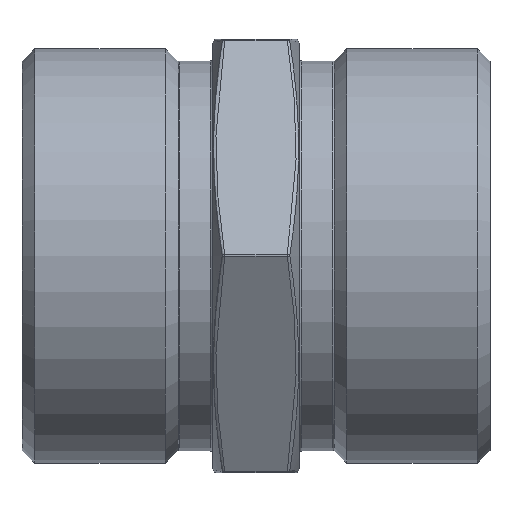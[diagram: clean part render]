
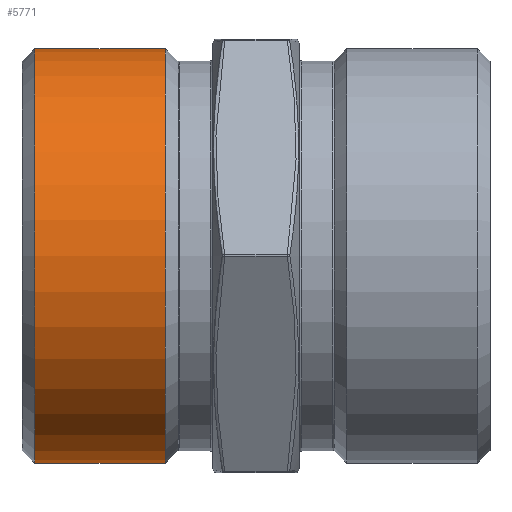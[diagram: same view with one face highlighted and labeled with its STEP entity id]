
A CAD part, top view. The second image highlights one B-rep face of the part: STEP entity #5771.
In plain terms, the highlighted cylindrical face has radius 23.901 mm (diameter 47.803 mm), a full revolution.
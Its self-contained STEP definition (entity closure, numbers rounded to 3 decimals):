
#117 = EDGE_CURVE ( 'NONE', #640, #640, #341, .T. ) ;
#190 = EDGE_CURVE ( 'NONE', #10652, #10652, #12107, .T. ) ;
#341 = CIRCLE ( 'NONE', #3611, 23.901 ) ;
#632 = FACE_OUTER_BOUND ( 'NONE', #7008, .T. ) ;
#640 = VERTEX_POINT ( 'NONE', #704 ) ;
#704 = CARTESIAN_POINT ( 'NONE',  ( -25.521, 0., 23.901 ) ) ;
#1741 = AXIS2_PLACEMENT_3D ( 'NONE', #6490, #8519, #7504 ) ;
#1889 = CARTESIAN_POINT ( 'NONE',  ( -10.479, 0., 23.901 ) ) ;
#2779 = EDGE_LOOP ( 'NONE', ( #9977 ) ) ;
#3611 = AXIS2_PLACEMENT_3D ( 'NONE', #8331, #7505, #3894 ) ;
#3894 = DIRECTION ( 'NONE',  ( 0., 0., 1. ) ) ;
#4731 = DIRECTION ( 'NONE',  ( 0., 0., 1. ) ) ;
#5636 = AXIS2_PLACEMENT_3D ( 'NONE', #5852, #10537, #4731 ) ;
#5771 = ADVANCED_FACE ( 'NONE', ( #12428, #632 ), #10362, .T. ) ;
#5852 = CARTESIAN_POINT ( 'NONE',  ( -10.479, 0., 0. ) ) ;
#6490 = CARTESIAN_POINT ( 'NONE',  ( -20.458, 0., 0. ) ) ;
#7008 = EDGE_LOOP ( 'NONE', ( #8584 ) ) ;
#7504 = DIRECTION ( 'NONE',  ( 0., 0., 1. ) ) ;
#7505 = DIRECTION ( 'NONE',  ( -1., 0., 0. ) ) ;
#8331 = CARTESIAN_POINT ( 'NONE',  ( -25.521, 0., 0. ) ) ;
#8519 = DIRECTION ( 'NONE',  ( -1., 0., 0. ) ) ;
#8584 = ORIENTED_EDGE ( 'NONE', *, *, #190, .T. ) ;
#9977 = ORIENTED_EDGE ( 'NONE', *, *, #117, .F. ) ;
#10362 = CYLINDRICAL_SURFACE ( 'NONE', #1741, 23.901 ) ;
#10537 = DIRECTION ( 'NONE',  ( -1., 0., 0. ) ) ;
#10652 = VERTEX_POINT ( 'NONE', #1889 ) ;
#12107 = CIRCLE ( 'NONE', #5636, 23.901 ) ;
#12428 = FACE_OUTER_BOUND ( 'NONE', #2779, .T. ) ;
